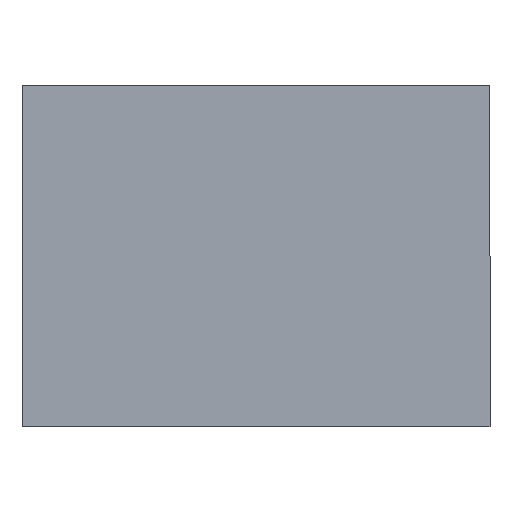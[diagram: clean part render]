
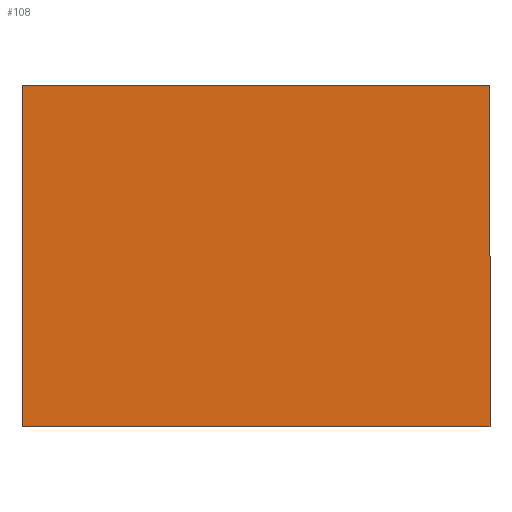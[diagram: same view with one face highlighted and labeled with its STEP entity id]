
A CAD part, top view. The second image highlights one B-rep face of the part: STEP entity #108.
In plain terms, the highlighted planar face has unit normal (0, 0, 1).
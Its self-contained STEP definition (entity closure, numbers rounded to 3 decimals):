
#10 = VECTOR ( 'NONE', #29, 1000. ) ;
#21 = DIRECTION ( 'NONE',  ( 0., 0., 1. ) ) ;
#22 = CARTESIAN_POINT ( 'NONE',  ( 29.827, 39.077, 3. ) ) ;
#27 = VERTEX_POINT ( 'NONE', #124 ) ;
#29 = DIRECTION ( 'NONE',  ( 0., -1., 0. ) ) ;
#33 = LINE ( 'NONE', #172, #10 ) ;
#41 = VECTOR ( 'NONE', #188, 1000. ) ;
#49 = DIRECTION ( 'NONE',  ( -1., 0., 0. ) ) ;
#59 = EDGE_CURVE ( 'NONE', #119, #196, #33, .T. ) ;
#60 = ORIENTED_EDGE ( 'NONE', *, *, #128, .T. ) ;
#71 = EDGE_CURVE ( 'NONE', #182, #119, #140, .T. ) ;
#78 = CARTESIAN_POINT ( 'NONE',  ( -81.173, 39.077, 3. ) ) ;
#79 = LINE ( 'NONE', #22, #41 ) ;
#96 = CARTESIAN_POINT ( 'NONE',  ( 0., 0., 3. ) ) ;
#106 = VECTOR ( 'NONE', #49, 1000. ) ;
#108 = ADVANCED_FACE ( 'NONE', ( #153 ), #135, .T. ) ;
#114 = DIRECTION ( 'NONE',  ( 1., 0., 0. ) ) ;
#119 = VERTEX_POINT ( 'NONE', #78 ) ;
#124 = CARTESIAN_POINT ( 'NONE',  ( 29.827, -41.923, 3. ) ) ;
#128 = EDGE_CURVE ( 'NONE', #196, #27, #159, .T. ) ;
#129 = VECTOR ( 'NONE', #161, 1000. ) ;
#135 = PLANE ( 'NONE',  #173 ) ;
#140 = LINE ( 'NONE', #186, #106 ) ;
#147 = EDGE_LOOP ( 'NONE', ( #198, #60, #149, #166 ) ) ;
#149 = ORIENTED_EDGE ( 'NONE', *, *, #192, .T. ) ;
#153 = FACE_OUTER_BOUND ( 'NONE', #147, .T. ) ;
#154 = CARTESIAN_POINT ( 'NONE',  ( -81.173, -41.923, 3. ) ) ;
#159 = LINE ( 'NONE', #154, #129 ) ;
#161 = DIRECTION ( 'NONE',  ( 1., 0., 0. ) ) ;
#166 = ORIENTED_EDGE ( 'NONE', *, *, #71, .T. ) ;
#172 = CARTESIAN_POINT ( 'NONE',  ( -81.173, 39.077, 3. ) ) ;
#173 = AXIS2_PLACEMENT_3D ( 'NONE', #96, #21, #114 ) ;
#178 = CARTESIAN_POINT ( 'NONE',  ( -81.173, -41.923, 3. ) ) ;
#182 = VERTEX_POINT ( 'NONE', #193 ) ;
#186 = CARTESIAN_POINT ( 'NONE',  ( -81.173, 39.077, 3. ) ) ;
#188 = DIRECTION ( 'NONE',  ( 0., 1., 0. ) ) ;
#192 = EDGE_CURVE ( 'NONE', #27, #182, #79, .T. ) ;
#193 = CARTESIAN_POINT ( 'NONE',  ( 29.827, 39.077, 3. ) ) ;
#196 = VERTEX_POINT ( 'NONE', #178 ) ;
#198 = ORIENTED_EDGE ( 'NONE', *, *, #59, .T. ) ;
